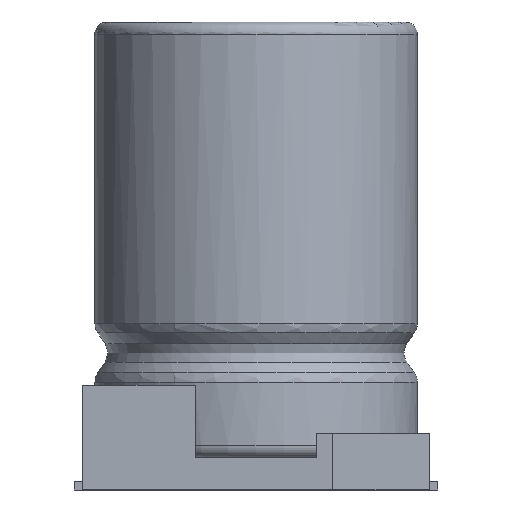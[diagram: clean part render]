
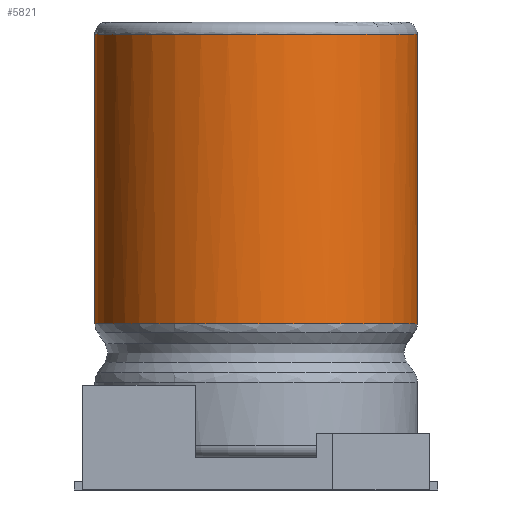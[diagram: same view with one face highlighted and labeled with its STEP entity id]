
A CAD part, front view. The second image highlights one B-rep face of the part: STEP entity #5821.
In plain terms, the highlighted cylindrical face has radius 2 mm (diameter 4 mm), a full revolution.
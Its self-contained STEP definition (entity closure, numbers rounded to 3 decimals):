
#4985 = TOROIDAL_SURFACE('',#4986,1.85,0.15);
#4986 = AXIS2_PLACEMENT_3D('',#4987,#4988,#4989);
#4987 = CARTESIAN_POINT('',(0.,0.,5.65)
  );
#4988 = DIRECTION('',(0.,0.,1.));
#4989 = DIRECTION('',(1.,0.,0.));
#5743 = EDGE_CURVE('',#5744,#5744,#5746,.T.);
#5744 = VERTEX_POINT('',#5745);
#5745 = CARTESIAN_POINT('',(2.,0.,5.65));
#5746 = SURFACE_CURVE('',#5747,(#5752,#5759),.PCURVE_S1.);
#5747 = CIRCLE('',#5748,2.);
#5748 = AXIS2_PLACEMENT_3D('',#5749,#5750,#5751);
#5749 = CARTESIAN_POINT('',(0.,0.,5.65)
  );
#5750 = DIRECTION('',(0.,0.,-1.));
#5751 = DIRECTION('',(1.,0.,0.));
#5752 = PCURVE('',#4985,#5753);
#5753 = DEFINITIONAL_REPRESENTATION('',(#5754),#5758);
#5754 = LINE('',#5755,#5756);
#5755 = CARTESIAN_POINT('',(-0.,0.));
#5756 = VECTOR('',#5757,1.);
#5757 = DIRECTION('',(-1.,0.));
#5758 = ( GEOMETRIC_REPRESENTATION_CONTEXT(2) 
PARAMETRIC_REPRESENTATION_CONTEXT() REPRESENTATION_CONTEXT('2D SPACE',''
  ) );
#5759 = PCURVE('',#5760,#5765);
#5760 = CYLINDRICAL_SURFACE('',#5761,2.);
#5761 = AXIS2_PLACEMENT_3D('',#5762,#5763,#5764);
#5762 = CARTESIAN_POINT('',(0.,0.,5.8));
#5763 = DIRECTION('',(0.,0.,-1.));
#5764 = DIRECTION('',(1.,0.,0.));
#5765 = DEFINITIONAL_REPRESENTATION('',(#5766),#5770);
#5766 = LINE('',#5767,#5768);
#5767 = CARTESIAN_POINT('',(0.,0.15));
#5768 = VECTOR('',#5769,1.);
#5769 = DIRECTION('',(1.,0.));
#5770 = ( GEOMETRIC_REPRESENTATION_CONTEXT(2) 
PARAMETRIC_REPRESENTATION_CONTEXT() REPRESENTATION_CONTEXT('2D SPACE',''
  ) );
#5821 = ADVANCED_FACE('',(#5822),#5760,.T.);
#5822 = FACE_BOUND('',#5823,.T.);
#5823 = EDGE_LOOP('',(#5824,#5847,#5848,#5849));
#5824 = ORIENTED_EDGE('',*,*,#5825,.F.);
#5825 = EDGE_CURVE('',#5744,#5826,#5828,.T.);
#5826 = VERTEX_POINT('',#5827);
#5827 = CARTESIAN_POINT('',(2.,0.,2.063));
#5828 = SEAM_CURVE('',#5829,(#5833,#5840),.PCURVE_S1.);
#5829 = LINE('',#5830,#5831);
#5830 = CARTESIAN_POINT('',(2.,0.,5.8));
#5831 = VECTOR('',#5832,1.);
#5832 = DIRECTION('',(0.,0.,-1.));
#5833 = PCURVE('',#5760,#5834);
#5834 = DEFINITIONAL_REPRESENTATION('',(#5835),#5839);
#5835 = LINE('',#5836,#5837);
#5836 = CARTESIAN_POINT('',(0.,0.));
#5837 = VECTOR('',#5838,1.);
#5838 = DIRECTION('',(0.,1.));
#5839 = ( GEOMETRIC_REPRESENTATION_CONTEXT(2) 
PARAMETRIC_REPRESENTATION_CONTEXT() REPRESENTATION_CONTEXT('2D SPACE',''
  ) );
#5840 = PCURVE('',#5760,#5841);
#5841 = DEFINITIONAL_REPRESENTATION('',(#5842),#5846);
#5842 = LINE('',#5843,#5844);
#5843 = CARTESIAN_POINT('',(6.283,0.));
#5844 = VECTOR('',#5845,1.);
#5845 = DIRECTION('',(0.,1.));
#5846 = ( GEOMETRIC_REPRESENTATION_CONTEXT(2) 
PARAMETRIC_REPRESENTATION_CONTEXT() REPRESENTATION_CONTEXT('2D SPACE',''
  ) );
#5847 = ORIENTED_EDGE('',*,*,#5743,.T.);
#5848 = ORIENTED_EDGE('',*,*,#5825,.T.);
#5849 = ORIENTED_EDGE('',*,*,#5850,.F.);
#5850 = EDGE_CURVE('',#5826,#5826,#5851,.T.);
#5851 = SURFACE_CURVE('',#5852,(#5867,#5889),.PCURVE_S1.);
#5852 = ( BOUNDED_CURVE() B_SPLINE_CURVE(13,(#5853,#5854,#5855,#5856,
    #5857,#5858,#5859,#5860,#5861,#5862,#5863,#5864,#5865,#5866),
.UNSPECIFIED.,.T.,.F.) B_SPLINE_CURVE_WITH_KNOTS((14,14),(
0.,12.566),.PIECEWISE_BEZIER_KNOTS.) CURVE() 
GEOMETRIC_REPRESENTATION_ITEM() RATIONAL_B_SPLINE_CURVE((1.,1.,1.,1.,
    1.,1.,1.,1.,1.,1.,1.
,1.,1.,1.)) REPRESENTATION_ITEM('') );
#5853 = CARTESIAN_POINT('',(2.,0.,2.063));
#5854 = CARTESIAN_POINT('',(2.,-0.953,2.063));
#5855 = CARTESIAN_POINT('',(1.508,-1.927,
    2.063));
#5856 = CARTESIAN_POINT('',(0.494,-2.624,
    2.063));
#5857 = CARTESIAN_POINT('',(-0.9,-2.731,
    2.063));
#5858 = CARTESIAN_POINT('',(-2.104,-1.988,
    2.063));
#5859 = CARTESIAN_POINT('',(-2.988,-0.904,
    2.063));
#5860 = CARTESIAN_POINT('',(-2.988,0.904,
    2.063));
#5861 = CARTESIAN_POINT('',(-2.104,1.988,2.063)
  );
#5862 = CARTESIAN_POINT('',(-0.9,2.731,2.063)
  );
#5863 = CARTESIAN_POINT('',(0.494,2.624,2.063
    ));
#5864 = CARTESIAN_POINT('',(1.508,1.927,2.063
    ));
#5865 = CARTESIAN_POINT('',(2.,0.953,2.063));
#5866 = CARTESIAN_POINT('',(2.,0.,2.063));
#5867 = PCURVE('',#5760,#5868);
#5868 = DEFINITIONAL_REPRESENTATION('',(#5869),#5888);
#5869 = B_SPLINE_CURVE_WITH_KNOTS('',9,(#5870,#5871,#5872,#5873,#5874,
    #5875,#5876,#5877,#5878,#5879,#5880,#5881,#5882,#5883,#5884,#5885,
    #5886,#5887),.UNSPECIFIED.,.F.,.F.,(10,8,10),(0.,
    6.283,12.566),.UNSPECIFIED.);
#5870 = CARTESIAN_POINT('',(0.,3.737));
#5871 = CARTESIAN_POINT('',(0.344,3.737));
#5872 = CARTESIAN_POINT('',(0.694,3.737));
#5873 = CARTESIAN_POINT('',(1.045,3.737));
#5874 = CARTESIAN_POINT('',(1.396,3.737));
#5875 = CARTESIAN_POINT('',(1.745,3.737));
#5876 = CARTESIAN_POINT('',(2.095,3.737));
#5877 = CARTESIAN_POINT('',(2.443,3.737));
#5878 = CARTESIAN_POINT('',(2.793,3.737));
#5879 = CARTESIAN_POINT('',(3.491,3.737));
#5880 = CARTESIAN_POINT('',(3.84,3.737));
#5881 = CARTESIAN_POINT('',(4.189,3.737));
#5882 = CARTESIAN_POINT('',(4.538,3.737));
#5883 = CARTESIAN_POINT('',(4.887,3.737));
#5884 = CARTESIAN_POINT('',(5.238,3.737));
#5885 = CARTESIAN_POINT('',(5.589,3.737));
#5886 = CARTESIAN_POINT('',(5.939,3.737));
#5887 = CARTESIAN_POINT('',(6.283,3.737));
#5888 = ( GEOMETRIC_REPRESENTATION_CONTEXT(2) 
PARAMETRIC_REPRESENTATION_CONTEXT() REPRESENTATION_CONTEXT('2D SPACE',''
  ) );
#5889 = PCURVE('',#5890,#5933);
#5890 = ( BOUNDED_SURFACE() B_SPLINE_SURFACE(2,13,(
    (#5891,#5892,#5893,#5894,#5895,#5896,#5897,#5898,#5899,#5900,#5901
      ,#5902,#5903,#5904)
    ,(#5905,#5906,#5907,#5908,#5909,#5910,#5911,#5912,#5913,#5914,#5915
      ,#5916,#5917,#5918)
    ,(#5919,#5920,#5921,#5922,#5923,#5924,#5925,#5926,#5927,#5928,#5929
      ,#5930,#5931,#5932
)),.UNSPECIFIED.,.F.,.T.,.F.) B_SPLINE_SURFACE_WITH_KNOTS((3,3),(14,14),
  (0.,12.566),(0.,12.566),
.PIECEWISE_BEZIER_KNOTS.) GEOMETRIC_REPRESENTATION_ITEM() 
RATIONAL_B_SPLINE_SURFACE((
    (1.,1.,1.,1.,1.,1.,1.
      ,1.,1.,1.,1.,1.,1.,1.)
    ,(0.954,0.954,0.954,0.954
      ,0.954,0.954,0.954,0.954
      ,0.954,0.954,0.954,0.954
      ,0.954,0.954)
    ,(1.,1.,1.,1.,1.,1.,1.
,1.,1.,1.,1.,1.,1.,1.
  ))) REPRESENTATION_ITEM('') SURFACE() );
#5891 = CARTESIAN_POINT('',(2.,0.,2.063));
#5892 = CARTESIAN_POINT('',(2.,-0.953,2.063));
#5893 = CARTESIAN_POINT('',(1.508,-1.927,
    2.063));
#5894 = CARTESIAN_POINT('',(0.494,-2.624,
    2.063));
#5895 = CARTESIAN_POINT('',(-0.9,-2.731,
    2.063));
#5896 = CARTESIAN_POINT('',(-2.104,-1.988,
    2.063));
#5897 = CARTESIAN_POINT('',(-2.988,-0.904,
    2.063));
#5898 = CARTESIAN_POINT('',(-2.988,0.904,
    2.063));
#5899 = CARTESIAN_POINT('',(-2.104,1.988,2.063)
  );
#5900 = CARTESIAN_POINT('',(-0.9,2.731,2.063)
  );
#5901 = CARTESIAN_POINT('',(0.494,2.624,2.063
    ));
#5902 = CARTESIAN_POINT('',(1.508,1.927,2.063
    ));
#5903 = CARTESIAN_POINT('',(2.,0.953,2.063));
#5904 = CARTESIAN_POINT('',(2.,0.,2.063));
#5905 = CARTESIAN_POINT('',(2.,0.,2.));
#5906 = CARTESIAN_POINT('',(2.,-0.953,2.));
#5907 = CARTESIAN_POINT('',(1.508,-1.927,2.));
#5908 = CARTESIAN_POINT('',(0.494,-2.624,2.));
#5909 = CARTESIAN_POINT('',(-0.9,-2.731,
    2.));
#5910 = CARTESIAN_POINT('',(-2.104,-1.988,
    2.));
#5911 = CARTESIAN_POINT('',(-2.988,-0.904,
    2.));
#5912 = CARTESIAN_POINT('',(-2.988,0.904,
    2.));
#5913 = CARTESIAN_POINT('',(-2.104,1.988,2.
    ));
#5914 = CARTESIAN_POINT('',(-0.9,2.731,2.));
#5915 = CARTESIAN_POINT('',(0.494,2.624,2.
    ));
#5916 = CARTESIAN_POINT('',(1.508,1.927,2.));
#5917 = CARTESIAN_POINT('',(2.,0.953,2.));
#5918 = CARTESIAN_POINT('',(2.,0.,2.));
#5919 = CARTESIAN_POINT('',(1.964,0.,
    1.948));
#5920 = CARTESIAN_POINT('',(1.964,-0.935,
    1.948));
#5921 = CARTESIAN_POINT('',(1.48,-1.892,
    1.948));
#5922 = CARTESIAN_POINT('',(0.485,-2.577,
    1.948));
#5923 = CARTESIAN_POINT('',(-0.884,-2.682,
    1.948));
#5924 = CARTESIAN_POINT('',(-2.066,-1.952,
    1.948));
#5925 = CARTESIAN_POINT('',(-2.934,-0.888,
    1.948));
#5926 = CARTESIAN_POINT('',(-2.934,0.888,1.948
    ));
#5927 = CARTESIAN_POINT('',(-2.066,1.952,1.948
    ));
#5928 = CARTESIAN_POINT('',(-0.884,2.682,
    1.948));
#5929 = CARTESIAN_POINT('',(0.485,2.577,1.948)
  );
#5930 = CARTESIAN_POINT('',(1.48,1.892,1.948
    ));
#5931 = CARTESIAN_POINT('',(1.964,0.935,1.948
    ));
#5932 = CARTESIAN_POINT('',(1.964,0.,
    1.948));
#5933 = DEFINITIONAL_REPRESENTATION('',(#5934),#5938);
#5934 = LINE('',#5935,#5936);
#5935 = CARTESIAN_POINT('',(0.,0.));
#5936 = VECTOR('',#5937,1.);
#5937 = DIRECTION('',(0.,1.));
#5938 = ( GEOMETRIC_REPRESENTATION_CONTEXT(2) 
PARAMETRIC_REPRESENTATION_CONTEXT() REPRESENTATION_CONTEXT('2D SPACE',''
  ) );
